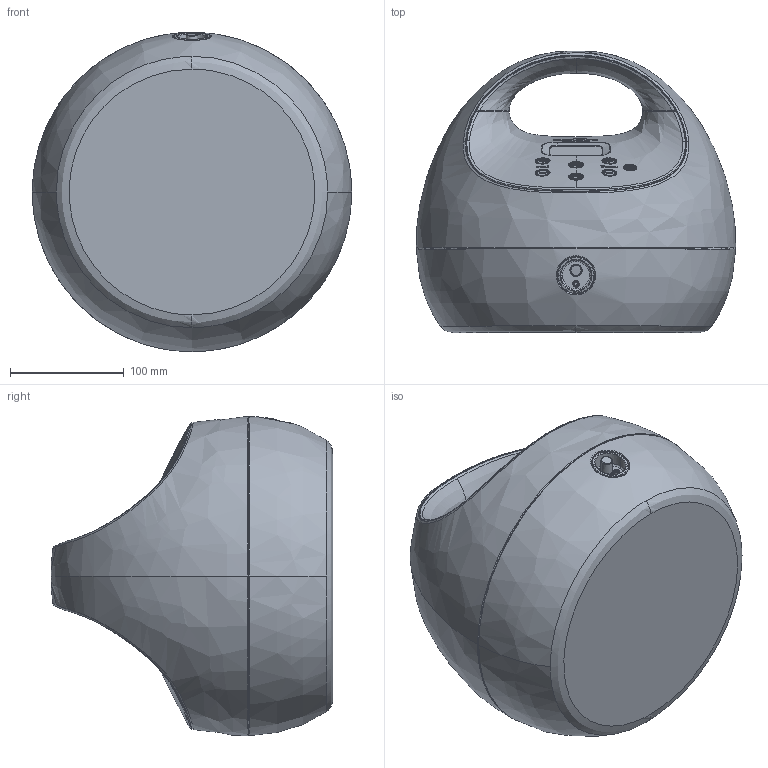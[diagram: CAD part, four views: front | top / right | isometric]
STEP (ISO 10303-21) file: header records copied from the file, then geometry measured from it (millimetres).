
FILE_DESCRIPTION(('FreeCAD Model'),'2;1');
FILE_NAME('Open CASCADE Shape Model','2025-04-29T04:54:36',('FreeCAD'),( 'FreeCAD'),'Open CASCADE STEP processor 7.6','FreeCAD','Unknown');
FILE_SCHEMA(('AUTOMOTIVE_DESIGN { 1 0 10303 214 1 1 1 1 }'));
Products named in the file (1): Open CASCADE STEP translator 7.6 1
Bounding box: 280.22 x 247.14 x 280.22 mm (x, y, z)
Surface area: 543757.2 mm2 (no closed solid volume)
Topology: 0 solids, 30 shells, 694 faces, 4985 edges, 4349 vertices
Faces by surface type: bspline 694
Entity records: 87767 total; most frequent: CARTESIAN_POINT 65097, ORIENTED_EDGE 6538, EDGE_CURVE 4973, B_SPLINE_CURVE_WITH_KNOTS 4439, VERTEX_POINT 4349, FACE_BOUND 728, EDGE_LOOP 728, ADVANCED_FACE 694
